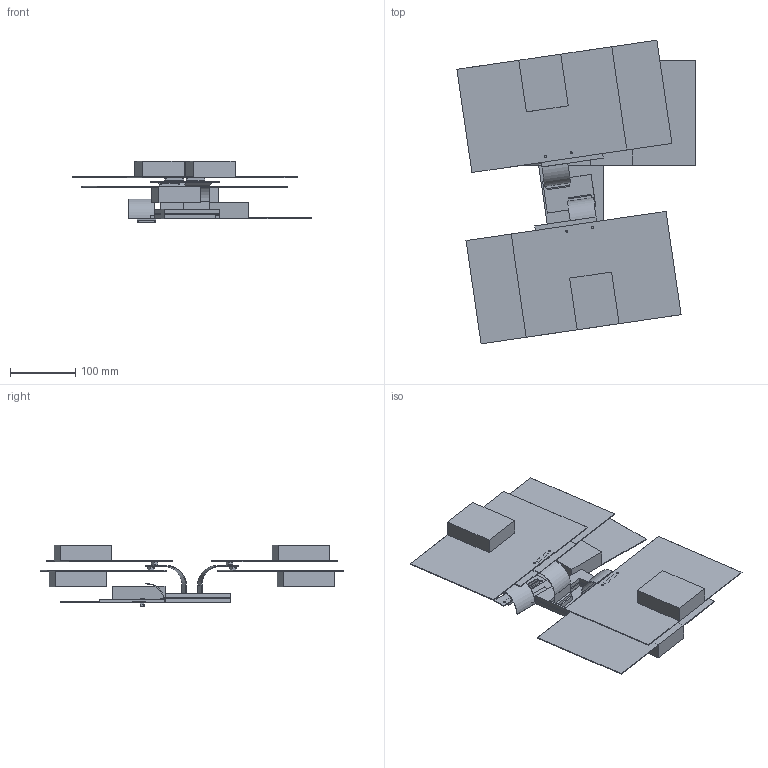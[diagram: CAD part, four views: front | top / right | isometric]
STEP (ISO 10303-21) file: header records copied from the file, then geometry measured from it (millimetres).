
FILE_DESCRIPTION( ( 'Unknown' ), '1' );
FILE_NAME( 'assemblage_FE-44.stp', 'Unknown', ( 'Unknown' ), ( 'Unknown' ), 'XStep 1.0', 'Unknown', ' ' );
FILE_SCHEMA( ( 'CONFIG_CONTROL_DESIGN' ) );
Length unit declared in the file: millimetre
Products named in the file (15): Assem1; erni_244838; erni_154742; pcb_cote_strips; pcb_44_detail; detail_gap_top; cassette_top_deail; flex; pcb_cote_fe; fe
Bounding box: 365.41 x 465.6 x 94.05 mm (x, y, z)
Volume: 1506628.9 mm3; surface area: 803667.1 mm2
Topology: 31 solids, 31 shells, 374 faces, 864 edges, 576 vertices
Faces by surface type: plane 340, cylinder 34
Full cylindrical faces by diameter (mm): 3.2 x28
Entity records: 5546 total; most frequent: CARTESIAN_POINT 847, DIRECTION 802, ORIENTED_EDGE 776, EDGE_CURVE 388, LINE 356, VECTOR 356, VERTEX_POINT 268, EDGE_LOOP 228
